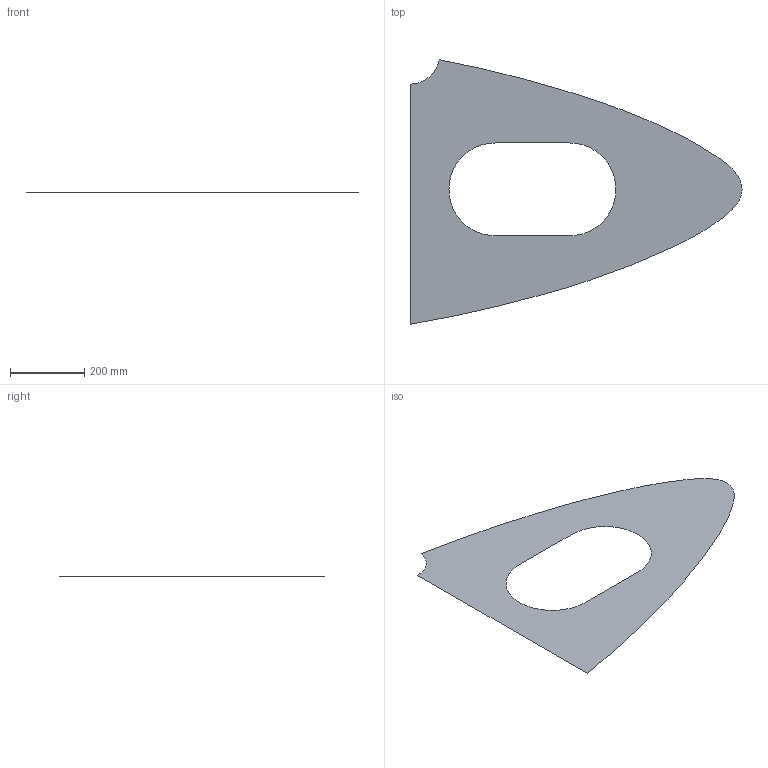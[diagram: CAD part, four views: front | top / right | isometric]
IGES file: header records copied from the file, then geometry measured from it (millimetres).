
Start section: SolidWorks IGES file using analytic representation for surfaces
Global section: file name: test.IGS; native system: SolidWorks 2013; preprocessor: SolidWorks 2013; author: mmd; date: 141023.092636; units: millimetre
Bounding box: 895 x 712.97 x 0 mm (x, y, z)
Surface area: 325965.8 mm2 (no closed solid volume)
Topology: 0 solids, 0 shells, 1 faces, 85 edges, 85 vertices
Faces by surface type: bspline 1
